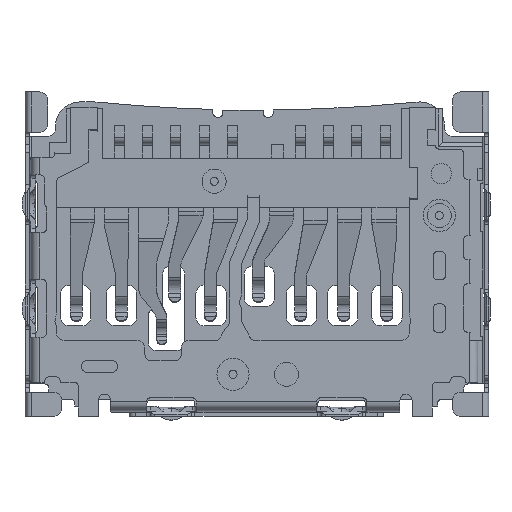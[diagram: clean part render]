
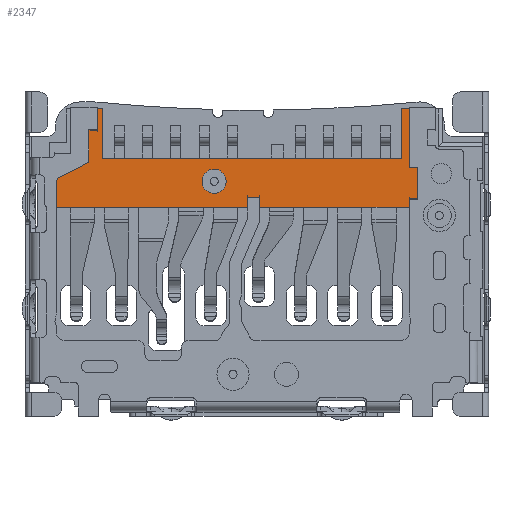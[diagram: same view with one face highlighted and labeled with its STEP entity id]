
A CAD part, front view. The second image highlights one B-rep face of the part: STEP entity #2347.
In plain terms, the highlighted planar face has unit normal (0, -1, 0).
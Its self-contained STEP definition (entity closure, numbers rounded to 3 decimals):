
#2347=ADVANCED_FACE('NONE',(#4510,#4511),#4512,.T.);
#4510=FACE_OUTER_BOUND('',#9973,.T.);
#4511=FACE_BOUND('',#9974,.T.);
#4512=PLANE('',#9975);
#9973=EDGE_LOOP('',(#14630,#14631,#14632,#14633,#14634,#14635,#14636,#14637,#14638,#14639,#14640,#14641,#14642,#14643,#14644,#14645,#14646,#14647,#14648,#14649,#14650,#14651,#14652));
#9974=EDGE_LOOP('',(#14653,#14654));
#9975=AXIS2_PLACEMENT_3D('',#14655,#14656,#14657);
#14630=ORIENTED_EDGE('',*,*,#24751,.F.);
#14631=ORIENTED_EDGE('',*,*,#24752,.F.);
#14632=ORIENTED_EDGE('',*,*,#24753,.F.);
#14633=ORIENTED_EDGE('',*,*,#24754,.F.);
#14634=ORIENTED_EDGE('',*,*,#24755,.F.);
#14635=ORIENTED_EDGE('',*,*,#24756,.F.);
#14636=ORIENTED_EDGE('',*,*,#24757,.T.);
#14637=ORIENTED_EDGE('',*,*,#24758,.F.);
#14638=ORIENTED_EDGE('',*,*,#24759,.F.);
#14639=ORIENTED_EDGE('',*,*,#24760,.F.);
#14640=ORIENTED_EDGE('',*,*,#24761,.T.);
#14641=ORIENTED_EDGE('',*,*,#24762,.T.);
#14642=ORIENTED_EDGE('',*,*,#24763,.T.);
#14643=ORIENTED_EDGE('',*,*,#24764,.F.);
#14644=ORIENTED_EDGE('',*,*,#24765,.F.);
#14645=ORIENTED_EDGE('',*,*,#24766,.F.);
#14646=ORIENTED_EDGE('',*,*,#24767,.F.);
#14647=ORIENTED_EDGE('',*,*,#24768,.F.);
#14648=ORIENTED_EDGE('',*,*,#24769,.T.);
#14649=ORIENTED_EDGE('',*,*,#24770,.T.);
#14650=ORIENTED_EDGE('',*,*,#24771,.T.);
#14651=ORIENTED_EDGE('',*,*,#24772,.T.);
#14652=ORIENTED_EDGE('',*,*,#24773,.T.);
#14653=ORIENTED_EDGE('',*,*,#24688,.T.);
#14654=ORIENTED_EDGE('',*,*,#24774,.T.);
#14655=CARTESIAN_POINT('',(0.0,0.0,9.9));
#14656=DIRECTION('',(0.0,-1.0,0.0));
#14657=DIRECTION('',(0.0,0.0,-1.0));
#24688=EDGE_CURVE('NONE',#30626,#30624,#30627,.T.);
#24751=EDGE_CURVE('NONE',#30746,#30747,#30748,.T.);
#24752=EDGE_CURVE('NONE',#30749,#30746,#30750,.T.);
#24753=EDGE_CURVE('NONE',#30751,#30749,#30752,.T.);
#24754=EDGE_CURVE('NONE',#30753,#30751,#30754,.T.);
#24755=EDGE_CURVE('NONE',#30755,#30753,#30756,.T.);
#24756=EDGE_CURVE('NONE',#30757,#30755,#30758,.T.);
#24757=EDGE_CURVE('NONE',#30757,#30759,#30760,.T.);
#24758=EDGE_CURVE('NONE',#30761,#30759,#30762,.T.);
#24759=EDGE_CURVE('NONE',#30763,#30761,#30764,.T.);
#24760=EDGE_CURVE('NONE',#30765,#30763,#30766,.T.);
#24761=EDGE_CURVE('NONE',#30765,#30767,#30768,.T.);
#24762=EDGE_CURVE('NONE',#30767,#30769,#30770,.T.);
#24763=EDGE_CURVE('NONE',#30769,#30771,#30772,.T.);
#24764=EDGE_CURVE('NONE',#30773,#30771,#30774,.T.);
#24765=EDGE_CURVE('NONE',#30775,#30773,#30776,.T.);
#24766=EDGE_CURVE('NONE',#30777,#30775,#30778,.T.);
#24767=EDGE_CURVE('NONE',#30779,#30777,#30780,.T.);
#24768=EDGE_CURVE('NONE',#30781,#30779,#30782,.T.);
#24769=EDGE_CURVE('NONE',#30781,#30783,#30784,.T.);
#24770=EDGE_CURVE('NONE',#30783,#30785,#30786,.T.);
#24771=EDGE_CURVE('NONE',#30785,#30787,#30788,.T.);
#24772=EDGE_CURVE('NONE',#30787,#30789,#30790,.T.);
#24773=EDGE_CURVE('NONE',#30789,#30747,#30791,.T.);
#24774=EDGE_CURVE('NONE',#30624,#30626,#30792,.T.);
#30624=VERTEX_POINT('NONE',#36701);
#30626=VERTEX_POINT('NONE',#36704);
#30627=CIRCLE('',#36705,0.3);
#30746=VERTEX_POINT('NONE',#36871);
#30747=VERTEX_POINT('NONE',#36872);
#30748=LINE('',#36873,#36874);
#30749=VERTEX_POINT('NONE',#36875);
#30750=LINE('',#36876,#36877);
#30751=VERTEX_POINT('NONE',#36878);
#30752=LINE('',#36879,#36880);
#30753=VERTEX_POINT('NONE',#36881);
#30754=LINE('',#36882,#36883);
#30755=VERTEX_POINT('NONE',#36884);
#30756=CIRCLE('',#36885,0.15);
#30757=VERTEX_POINT('NONE',#36886);
#30758=LINE('',#36887,#36888);
#30759=VERTEX_POINT('NONE',#36889);
#30760=LINE('',#36890,#36891);
#30761=VERTEX_POINT('NONE',#36892);
#30762=LINE('',#36893,#36894);
#30763=VERTEX_POINT('NONE',#36895);
#30764=LINE('',#36896,#36897);
#30765=VERTEX_POINT('NONE',#36898);
#30766=LINE('',#36899,#36900);
#30767=VERTEX_POINT('NONE',#36901);
#30768=LINE('',#36902,#36903);
#30769=VERTEX_POINT('NONE',#36904);
#30770=LINE('',#36905,#36906);
#30771=VERTEX_POINT('NONE',#36907);
#30772=LINE('',#36908,#36909);
#30773=VERTEX_POINT('NONE',#36910);
#30774=LINE('',#36911,#36912);
#30775=VERTEX_POINT('NONE',#36913);
#30776=LINE('',#36914,#36915);
#30777=VERTEX_POINT('NONE',#36916);
#30778=LINE('',#36917,#36918);
#30779=VERTEX_POINT('NONE',#36919);
#30780=LINE('',#36920,#36921);
#30781=VERTEX_POINT('NONE',#36922);
#30782=LINE('',#36923,#36924);
#30783=VERTEX_POINT('NONE',#36925);
#30784=LINE('',#36926,#36927);
#30785=VERTEX_POINT('NONE',#36928);
#30786=LINE('',#36929,#36930);
#30787=VERTEX_POINT('NONE',#36931);
#30788=LINE('',#36932,#36933);
#30789=VERTEX_POINT('NONE',#36934);
#30790=LINE('',#36935,#36936);
#30791=LINE('',#36937,#36938);
#30792=CIRCLE('',#36939,0.3);
#36701=CARTESIAN_POINT('',(-0.94,0.0,9.64));
#36704=CARTESIAN_POINT('',(-0.94,0.0,9.04));
#36705=AXIS2_PLACEMENT_3D('',#43387,#43388,#43389);
#36871=CARTESIAN_POINT('',(-3.85,0.0,10.63));
#36872=CARTESIAN_POINT('',(-3.85,0.0,11.14));
#36873=CARTESIAN_POINT('',(-3.85,0.0,10.63));
#36874=VECTOR('',#43482,1000.0);
#36875=CARTESIAN_POINT('',(-4.051,0.0,10.63));
#36876=CARTESIAN_POINT('',(-4.05,0.0,10.63));
#36877=VECTOR('',#43483,1000.0);
#36878=CARTESIAN_POINT('',(-4.051,0.0,9.81));
#36879=CARTESIAN_POINT('',(-4.051,0.0,9.81));
#36880=VECTOR('',#43484,1000.0);
#36881=CARTESIAN_POINT('',(-4.784,0.0,9.437));
#36882=CARTESIAN_POINT('',(-4.784,0.0,9.437));
#36883=VECTOR('',#43485,1000.0);
#36884=CARTESIAN_POINT('',(-4.866,0.0,9.303));
#36885=AXIS2_PLACEMENT_3D('',#43486,#43487,#43488);
#36886=CARTESIAN_POINT('',(-4.866,0.0,8.7));
#36887=CARTESIAN_POINT('',(-4.866,0.0,9.9));
#36888=VECTOR('',#43489,1000.0);
#36889=CARTESIAN_POINT('',(-0.116,0.0,8.7));
#36890=CARTESIAN_POINT('',(0.0,0.0,8.7));
#36891=VECTOR('',#43490,1000.0);
#36892=CARTESIAN_POINT('',(-0.116,0.0,8.94));
#36893=CARTESIAN_POINT('',(-0.116,0.0,8.94));
#36894=VECTOR('',#43491,1000.0);
#36895=CARTESIAN_POINT('',(0.184,0.0,8.94));
#36896=CARTESIAN_POINT('',(0.184,0.0,8.94));
#36897=VECTOR('',#43492,1000.0);
#36898=CARTESIAN_POINT('',(0.184,0.0,8.9));
#36899=CARTESIAN_POINT('',(0.184,0.0,9.9));
#36900=VECTOR('',#43493,1000.0);
#36901=CARTESIAN_POINT('',(0.184,0.0,8.9));
#36902=CARTESIAN_POINT('',(0.0,0.0,8.9));
#36903=VECTOR('',#43494,1000.0);
#36904=CARTESIAN_POINT('',(0.184,0.0,8.7));
#36905=CARTESIAN_POINT('',(0.184,0.0,9.9));
#36906=VECTOR('',#43495,1000.0);
#36907=CARTESIAN_POINT('',(3.91,0.0,8.7));
#36908=CARTESIAN_POINT('',(0.0,0.0,8.7));
#36909=VECTOR('',#43496,1000.0);
#36910=CARTESIAN_POINT('',(3.91,0.0,8.885));
#36911=CARTESIAN_POINT('',(3.91,0.0,8.885));
#36912=VECTOR('',#43497,1000.0);
#36913=CARTESIAN_POINT('',(4.111,0.0,8.885));
#36914=CARTESIAN_POINT('',(4.11,0.0,8.885));
#36915=VECTOR('',#43498,1000.0);
#36916=CARTESIAN_POINT('',(4.111,0.0,9.69));
#36917=CARTESIAN_POINT('',(4.111,0.0,9.69));
#36918=VECTOR('',#43499,1000.0);
#36919=CARTESIAN_POINT('',(3.91,0.0,9.69));
#36920=CARTESIAN_POINT('',(3.91,0.0,9.69));
#36921=VECTOR('',#43500,1000.0);
#36922=CARTESIAN_POINT('',(3.91,0.0,11.14));
#36923=CARTESIAN_POINT('',(3.91,0.0,9.9));
#36924=VECTOR('',#43501,1000.0);
#36925=CARTESIAN_POINT('',(3.73,0.0,11.14));
#36926=CARTESIAN_POINT('',(0.0,0.0,11.14));
#36927=VECTOR('',#43502,1000.0);
#36928=CARTESIAN_POINT('',(3.73,0.0,9.9));
#36929=CARTESIAN_POINT('',(3.73,0.0,9.9));
#36930=VECTOR('',#43503,1000.0);
#36931=CARTESIAN_POINT('',(-3.72,0.0,9.9));
#36932=CARTESIAN_POINT('',(0.0,0.0,9.9));
#36933=VECTOR('',#43504,1000.0);
#36934=CARTESIAN_POINT('',(-3.72,0.0,11.14));
#36935=CARTESIAN_POINT('',(-3.72,0.0,9.9));
#36936=VECTOR('',#43505,1000.0);
#36937=CARTESIAN_POINT('',(0.0,0.0,11.14));
#36938=VECTOR('',#43506,1000.0);
#36939=AXIS2_PLACEMENT_3D('',#43507,#43508,#43509);
#43387=CARTESIAN_POINT('',(-0.94,0.0,9.34));
#43388=DIRECTION('',(0.0,1.0,0.0));
#43389=DIRECTION('',(0.0,0.0,-1.0));
#43482=DIRECTION('',(0.0,0.0,1.0));
#43483=DIRECTION('',(1.0,0.0,0.0));
#43484=DIRECTION('',(0.,0.0,1.0));
#43485=DIRECTION('',(0.891,0.0,0.454));
#43486=CARTESIAN_POINT('',(-4.716,0.0,9.303));
#43487=DIRECTION('',(0.0,1.0,0.0));
#43488=DIRECTION('',(0.0,0.0,-1.0));
#43489=DIRECTION('',(0.0,0.0,1.0));
#43490=DIRECTION('',(1.0,0.0,0.0));
#43491=DIRECTION('',(0.,0.0,-1.0));
#43492=DIRECTION('',(-1.0,0.0,0.0));
#43493=DIRECTION('',(0.,0.0,1.0));
#43494=DIRECTION('',(1.0,0.0,0.0));
#43495=DIRECTION('',(0.0,0.0,-1.0));
#43496=DIRECTION('',(1.0,0.0,0.0));
#43497=DIRECTION('',(0.,0.0,-1.0));
#43498=DIRECTION('',(-1.0,0.0,0.0));
#43499=DIRECTION('',(0.,0.0,-1.0));
#43500=DIRECTION('',(1.0,0.0,0.0));
#43501=DIRECTION('',(0.,0.0,-1.0));
#43502=DIRECTION('',(-1.0,-0.0,-0.0));
#43503=DIRECTION('',(0.0,0.0,-1.0));
#43504=DIRECTION('',(-1.0,-0.0,-0.0));
#43505=DIRECTION('',(0.0,0.0,1.0));
#43506=DIRECTION('',(-1.0,-0.0,-0.0));
#43507=CARTESIAN_POINT('',(-0.94,0.0,9.34));
#43508=DIRECTION('',(0.0,1.0,0.0));
#43509=DIRECTION('',(0.0,0.0,-1.0));
